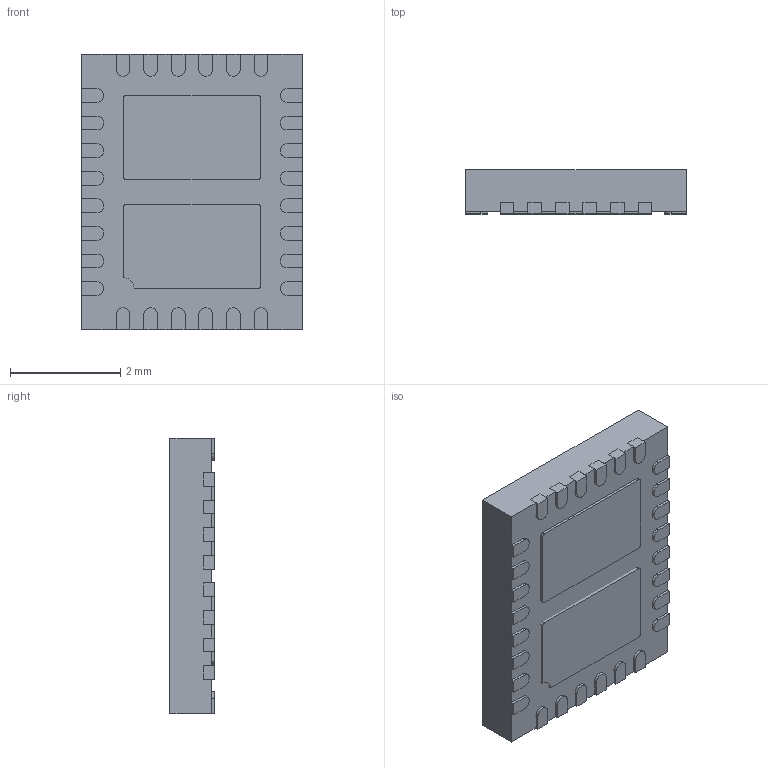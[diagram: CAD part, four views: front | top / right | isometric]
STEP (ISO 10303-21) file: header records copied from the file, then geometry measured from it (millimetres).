
FILE_DESCRIPTION (( 'STEP AP214' ), '1' );
FILE_NAME ('QFN_28_05-08-1866.STEP', '2023-12-28T06:56:02', ( '' ), ( '' ), 'SwSTEP 2.0', 'SolidWorks 2021', '' );
FILE_SCHEMA (( 'AUTOMOTIVE_DESIGN' ));
Length unit declared in the file: millimetre
Products named in the file (1): QFN_28_05-08-1866
Bounding box: 4 x 0.8 x 5 mm (x, y, z)
Volume: 16.1 mm3; surface area: 88.6 mm2
Topology: 32 solids, 32 shells, 334 faces, 804 edges, 536 vertices
Faces by surface type: plane 250, cylinder 84
Entity records: 9989 total; most frequent: CARTESIAN_POINT 1675, DIRECTION 1642, ORIENTED_EDGE 1608, EDGE_CURVE 804, VECTOR 636, LINE 636, VERTEX_POINT 536, AXIS2_PLACEMENT_3D 503
